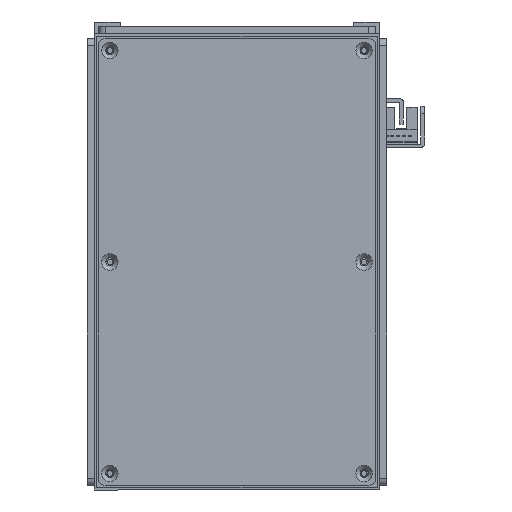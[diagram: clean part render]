
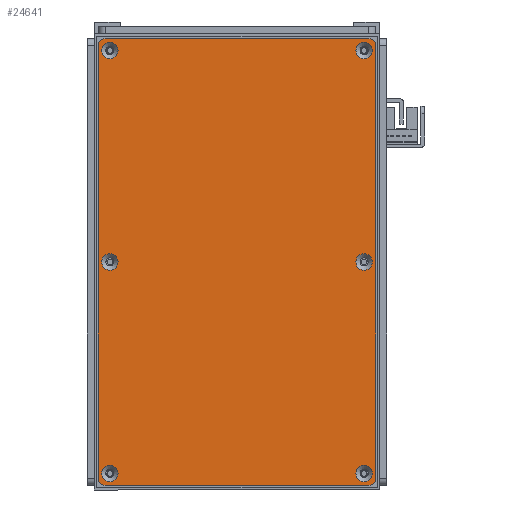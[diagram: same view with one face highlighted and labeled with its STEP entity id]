
A CAD part, front view. The second image highlights one B-rep face of the part: STEP entity #24641.
In plain terms, the highlighted planar face has unit normal (0, -1, 0).
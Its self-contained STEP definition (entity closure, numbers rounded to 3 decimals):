
#1904=FACE_BOUND('',#5857,.T.);
#1905=FACE_BOUND('',#5858,.T.);
#1906=FACE_BOUND('',#5859,.T.);
#1907=FACE_BOUND('',#5860,.T.);
#1908=FACE_BOUND('',#5861,.T.);
#1909=FACE_BOUND('',#5862,.T.);
#2979=CIRCLE('',#27280,3.45);
#2982=CIRCLE('',#27285,3.45);
#2985=CIRCLE('',#27290,3.45);
#2988=CIRCLE('',#27295,3.45);
#2991=CIRCLE('',#27300,3.45);
#2994=CIRCLE('',#27305,3.45);
#2997=CIRCLE('',#27310,3.);
#2999=CIRCLE('',#27313,3.);
#3000=CIRCLE('',#27314,3.);
#3001=CIRCLE('',#27315,3.);
#4258=FACE_OUTER_BOUND('',#5856,.T.);
#5856=EDGE_LOOP('',(#22195,#22196,#22197,#22198,#22199,#22200,#22201,#22202));
#5857=EDGE_LOOP('',(#22203));
#5858=EDGE_LOOP('',(#22204));
#5859=EDGE_LOOP('',(#22205));
#5860=EDGE_LOOP('',(#22206));
#5861=EDGE_LOOP('',(#22207));
#5862=EDGE_LOOP('',(#22208));
#7958=LINE('',#42268,#10067);
#7959=LINE('',#42272,#10068);
#7960=LINE('',#42276,#10069);
#7961=LINE('',#42279,#10070);
#10067=VECTOR('',#33940,10.);
#10068=VECTOR('',#33943,10.);
#10069=VECTOR('',#33946,10.);
#10070=VECTOR('',#33949,10.);
#12332=VERTEX_POINT('',#42198);
#12335=VERTEX_POINT('',#42208);
#12338=VERTEX_POINT('',#42218);
#12341=VERTEX_POINT('',#42228);
#12344=VERTEX_POINT('',#42238);
#12347=VERTEX_POINT('',#42248);
#12350=VERTEX_POINT('',#42258);
#12351=VERTEX_POINT('',#42259);
#12354=VERTEX_POINT('',#42267);
#12355=VERTEX_POINT('',#42269);
#12356=VERTEX_POINT('',#42271);
#12357=VERTEX_POINT('',#42273);
#12358=VERTEX_POINT('',#42275);
#12359=VERTEX_POINT('',#42277);
#15644=EDGE_CURVE('',#12332,#12332,#2979,.T.);
#15649=EDGE_CURVE('',#12335,#12335,#2982,.T.);
#15654=EDGE_CURVE('',#12338,#12338,#2985,.T.);
#15659=EDGE_CURVE('',#12341,#12341,#2988,.T.);
#15664=EDGE_CURVE('',#12344,#12344,#2991,.T.);
#15669=EDGE_CURVE('',#12347,#12347,#2994,.T.);
#15674=EDGE_CURVE('',#12350,#12351,#2997,.T.);
#15678=EDGE_CURVE('',#12350,#12354,#7958,.T.);
#15679=EDGE_CURVE('',#12355,#12354,#2999,.T.);
#15680=EDGE_CURVE('',#12355,#12356,#7959,.T.);
#15681=EDGE_CURVE('',#12357,#12356,#3000,.T.);
#15682=EDGE_CURVE('',#12357,#12358,#7960,.T.);
#15683=EDGE_CURVE('',#12359,#12358,#3001,.T.);
#15684=EDGE_CURVE('',#12359,#12351,#7961,.T.);
#22195=ORIENTED_EDGE('',*,*,#15674,.F.);
#22196=ORIENTED_EDGE('',*,*,#15678,.T.);
#22197=ORIENTED_EDGE('',*,*,#15679,.F.);
#22198=ORIENTED_EDGE('',*,*,#15680,.T.);
#22199=ORIENTED_EDGE('',*,*,#15681,.F.);
#22200=ORIENTED_EDGE('',*,*,#15682,.T.);
#22201=ORIENTED_EDGE('',*,*,#15683,.F.);
#22202=ORIENTED_EDGE('',*,*,#15684,.T.);
#22203=ORIENTED_EDGE('',*,*,#15644,.T.);
#22204=ORIENTED_EDGE('',*,*,#15649,.T.);
#22205=ORIENTED_EDGE('',*,*,#15654,.T.);
#22206=ORIENTED_EDGE('',*,*,#15659,.T.);
#22207=ORIENTED_EDGE('',*,*,#15664,.T.);
#22208=ORIENTED_EDGE('',*,*,#15669,.T.);
#23458=PLANE('',#27312);
#24641=ADVANCED_FACE('',(#4258,#1904,#1905,#1906,#1907,#1908,#1909),#23458,
 .T.);
#27280=AXIS2_PLACEMENT_3D('',#42199,#33860,#33861);
#27285=AXIS2_PLACEMENT_3D('',#42209,#33872,#33873);
#27290=AXIS2_PLACEMENT_3D('',#42219,#33884,#33885);
#27295=AXIS2_PLACEMENT_3D('',#42229,#33896,#33897);
#27300=AXIS2_PLACEMENT_3D('',#42239,#33908,#33909);
#27305=AXIS2_PLACEMENT_3D('',#42249,#33920,#33921);
#27310=AXIS2_PLACEMENT_3D('',#42260,#33932,#33933);
#27312=AXIS2_PLACEMENT_3D('',#42266,#33938,#33939);
#27313=AXIS2_PLACEMENT_3D('',#42270,#33941,#33942);
#27314=AXIS2_PLACEMENT_3D('',#42274,#33944,#33945);
#27315=AXIS2_PLACEMENT_3D('',#42278,#33947,#33948);
#33860=DIRECTION('center_axis',(0.,1.,0.));
#33861=DIRECTION('ref_axis',(1.,0.,0.));
#33872=DIRECTION('center_axis',(0.,1.,0.));
#33873=DIRECTION('ref_axis',(1.,0.,0.));
#33884=DIRECTION('center_axis',(0.,1.,0.));
#33885=DIRECTION('ref_axis',(1.,0.,0.));
#33896=DIRECTION('center_axis',(0.,1.,0.));
#33897=DIRECTION('ref_axis',(1.,0.,0.));
#33908=DIRECTION('center_axis',(0.,1.,0.));
#33909=DIRECTION('ref_axis',(1.,0.,0.));
#33920=DIRECTION('center_axis',(0.,1.,0.));
#33921=DIRECTION('ref_axis',(1.,0.,0.));
#33932=DIRECTION('center_axis',(0.,1.,0.));
#33933=DIRECTION('ref_axis',(-0.707,0.,0.707));
#33938=DIRECTION('center_axis',(0.,-1.,0.));
#33939=DIRECTION('ref_axis',(0.,0.,-1.));
#33940=DIRECTION('',(0.,0.,-1.));
#33941=DIRECTION('center_axis',(0.,1.,0.));
#33942=DIRECTION('ref_axis',(-0.707,0.,-0.707));
#33943=DIRECTION('',(1.,0.,0.));
#33944=DIRECTION('center_axis',(0.,1.,0.));
#33945=DIRECTION('ref_axis',(0.707,0.,-0.707));
#33946=DIRECTION('',(0.,0.,1.));
#33947=DIRECTION('center_axis',(0.,1.,0.));
#33948=DIRECTION('ref_axis',(0.707,0.,0.707));
#33949=DIRECTION('',(-1.,0.,0.));
#42198=CARTESIAN_POINT('',(85.55,-1.5,53.5));
#42199=CARTESIAN_POINT('Origin',(89.,-1.5,53.5));
#42208=CARTESIAN_POINT('',(-3.45,-1.5,-53.5));
#42209=CARTESIAN_POINT('Origin',(0.,-1.5,-53.5));
#42218=CARTESIAN_POINT('',(-92.45,-1.5,53.5));
#42219=CARTESIAN_POINT('Origin',(-89.,-1.5,53.5));
#42228=CARTESIAN_POINT('',(-92.45,-1.5,-53.5));
#42229=CARTESIAN_POINT('Origin',(-89.,-1.5,-53.5));
#42238=CARTESIAN_POINT('',(-3.45,-1.5,53.5));
#42239=CARTESIAN_POINT('Origin',(0.,-1.5,53.5));
#42248=CARTESIAN_POINT('',(85.55,-1.5,-53.5));
#42249=CARTESIAN_POINT('Origin',(89.,-1.5,-53.5));
#42258=CARTESIAN_POINT('',(-94.,-1.5,55.5));
#42259=CARTESIAN_POINT('',(-91.,-1.5,58.5));
#42260=CARTESIAN_POINT('Origin',(-91.,-1.5,55.5));
#42266=CARTESIAN_POINT('Origin',(0.,-1.5,0.));
#42267=CARTESIAN_POINT('',(-94.,-1.5,-55.5));
#42268=CARTESIAN_POINT('',(-94.,-1.5,58.5));
#42269=CARTESIAN_POINT('',(-91.,-1.5,-58.5));
#42270=CARTESIAN_POINT('Origin',(-91.,-1.5,-55.5));
#42271=CARTESIAN_POINT('',(91.,-1.5,-58.5));
#42272=CARTESIAN_POINT('',(-94.,-1.5,-58.5));
#42273=CARTESIAN_POINT('',(94.,-1.5,-55.5));
#42274=CARTESIAN_POINT('Origin',(91.,-1.5,-55.5));
#42275=CARTESIAN_POINT('',(94.,-1.5,55.5));
#42276=CARTESIAN_POINT('',(94.,-1.5,-58.5));
#42277=CARTESIAN_POINT('',(91.,-1.5,58.5));
#42278=CARTESIAN_POINT('Origin',(91.,-1.5,55.5));
#42279=CARTESIAN_POINT('',(94.,-1.5,58.5));
